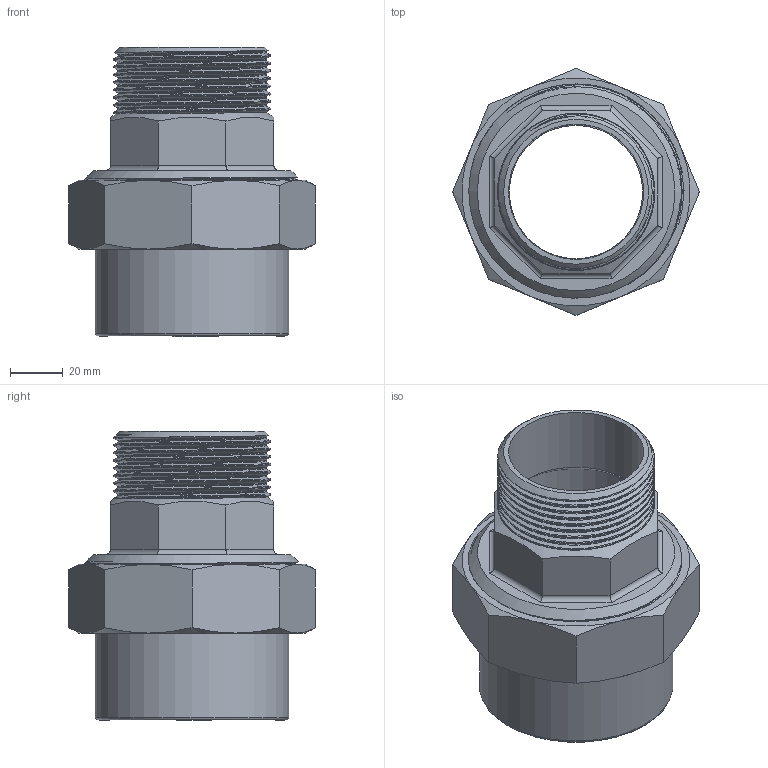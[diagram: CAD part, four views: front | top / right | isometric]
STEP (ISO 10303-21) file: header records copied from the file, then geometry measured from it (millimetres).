
FILE_DESCRIPTION(/* description */ ('STEP AP203'),/* implementation_level */ '2;1');
FILE_NAME(/* name */ 'AF0621.063.063_6.step',/* time_stamp */ '2025-12-18T16:12:02+01:00',/* author */ (''),/* organization */ (''),/* preprocessor_version */ 'ST-DEVELOPER v20.1',/* originating_system */ 'Autodesk Translation Framework v14.21.0.0',/* authorisation */ '');
FILE_SCHEMA (('AUTOMOTIVE_DESIGN { 1 0 10303 214 3 1 1 }'));
Length unit declared in the file: millimetre
Products named in the file (6): 2025-12-16-08-59-42-123; 2025-12-18-09-57-12-596; 2025-12-18-09-57-12-608; 2025-12-18-09-57-12-626; AF0621.050.050 (1); CU-Z1M 1 1-2 (1)
Assembly tree (5 placements, depth 3):
  2025-12-16-08-59-42-123
    2025-12-18-09-57-12-596
      2025-12-18-09-57-12-608
      2025-12-18-09-57-12-626
    AF0621.050.050 (1)
      CU-Z1M 1 1-2 (1)
Bounding box: 93.64 x 93.64 x 109.77 mm (x, y, z)
Volume: 152684 mm3; surface area: 82168.2 mm2
Topology: 4 solids, 4 shells, 967 faces, 2747 edges, 1820 vertices
Faces by surface type: plane 865, cylinder 48, bspline 27, cone 24, torus 3
Full cylindrical faces by diameter (mm): 1.3 x1, 1.95 x1, 50.6 x1, 51.343 x1, 56.101 x1, 56.158 x8, 64.6 x1, 73.5 x1, 74.377 x1, 78 x2, 78.582 x3, 78.896 x1, 81.534 x8
Entity records: 42532 total; most frequent: CARTESIAN_POINT 17585, ORIENTED_EDGE 5490, DIRECTION 4565, EDGE_CURVE 2745, LINE 2495, VECTOR 2495, VERTEX_POINT 1819, AXIS2_PLACEMENT_3D 1035
